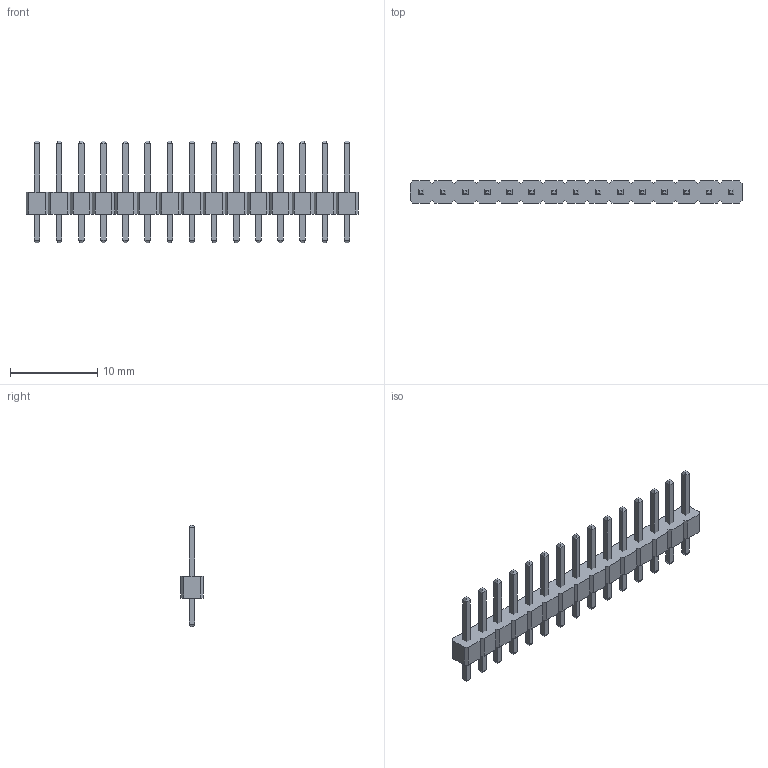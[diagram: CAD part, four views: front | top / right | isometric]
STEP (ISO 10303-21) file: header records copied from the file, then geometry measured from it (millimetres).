
FILE_DESCRIPTION(/* description */ (''),/* implementation_level */ '2;1');
FILE_NAME(/* name */ '5f3dd66c933f190f816bcb64',/* time_stamp */ '2020-08-20T01:48:29+00:00',/* author */ (''),/* organization */ (''),/* preprocessor_version */ 'ST-DEVELOPER v16.7',/* originating_system */ $,/* authorisation */ $);
FILE_SCHEMA (('AUTOMOTIVE_DESIGN {1 0 10303 214 3 1 1}'));
Length unit declared in the file: metre
Products named in the file (31): Part 31; Part 30; Part 29; Part 28; Part 27; Part 26; Part 25; Part 24; Part 23; Part 22; Part 21; Part 20; Part 19; Part 18; Part 17; Part 16; Part 15; Part 14; Part 13; Part 12; Part 11; Part 10; Part 9; Part 8; Part 7; Part 6; Part 5; Part 4; Plastic; Pin Bottom; Pin Top
Bounding box: 38.1 x 2.54 x 11.68 mm (x, y, z)
Volume: 304.4 mm3; surface area: 867.2 mm2
Topology: 31 solids, 31 shells, 394 faces, 876 edges, 544 vertices
Faces by surface type: plane 394
Entity records: 11282 total; most frequent: CARTESIAN_POINT 1845, ORIENTED_EDGE 1752, DIRECTION 1726, EDGE_CURVE 876, LINE 876, VECTOR 876, VERTEX_POINT 544, AXIS2_PLACEMENT_3D 425
